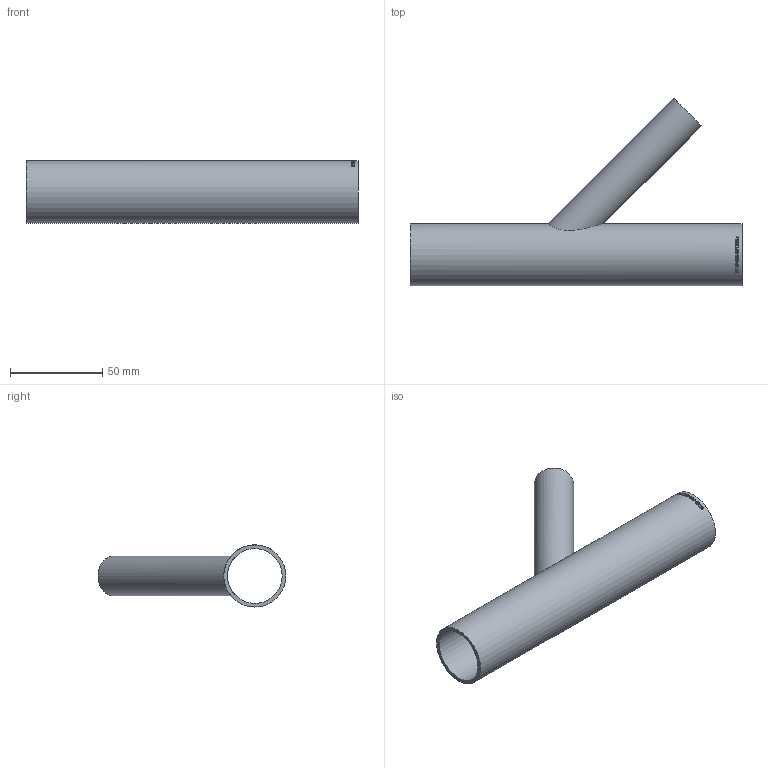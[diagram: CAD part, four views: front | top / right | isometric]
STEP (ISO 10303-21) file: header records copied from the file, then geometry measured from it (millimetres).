
FILE_DESCRIPTION (( 'STEP AP214' ), '1' );
FILE_NAME ('RT45-033-021X20-x T-Stück 45°reduziert Ø42,4 L180 1911.STEP', '2019-11-19T13:39:43', ( '' ), ( '' ), 'SwSTEP 2.0', 'SolidWorks 2016', '' );
FILE_SCHEMA (( 'AUTOMOTIVE_DESIGN' ));
Length unit declared in the file: millimetre
Products named in the file (1): RT45-033-021X20-x T-Stück 45°reduziert Ø42,4 L180  1911
Bounding box: 180 x 101.79 x 33.7 mm (x, y, z)
Volume: 45802.5 mm3; surface area: 46311 mm2
Topology: 1 solids, 1 shells, 226 faces, 607 edges, 405 vertices
Faces by surface type: bspline 134, plane 66, cylinder 26
Full cylindrical faces by diameter (mm): 17.3 x1, 21.3 x1, 29.7 x1, 33.7 x1
Entity records: 19850 total; most frequent: CARTESIAN_POINT 12979, ORIENTED_EDGE 1198, EDGE_CURVE 599, DIRECTION 445, B_SPLINE_CURVE_WITH_KNOTS 422, VERTEX_POINT 402, EDGE_LOOP 257, FACE_OUTER_BOUND 230
